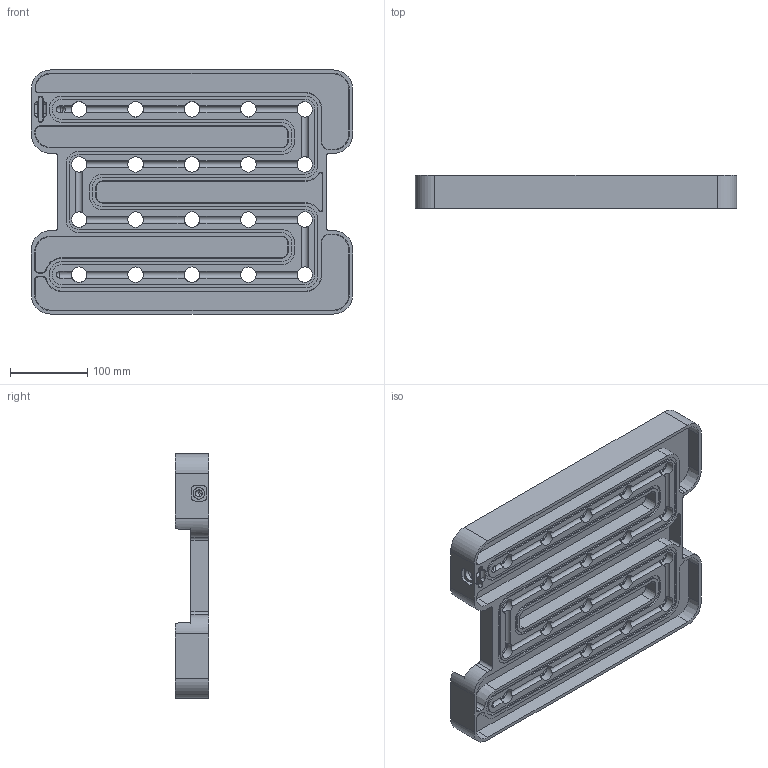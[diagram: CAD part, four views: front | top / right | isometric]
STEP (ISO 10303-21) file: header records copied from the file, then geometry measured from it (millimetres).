
FILE_DESCRIPTION (( 'STEP AP203' ), '1' );
FILE_NAME ('Basisteil_16052013_Guss.STEP', '2013-05-16T18:35:07', ( '' ), ( '' ), 'SwSTEP 2.0', 'SolidWorks 2012', '' );
FILE_SCHEMA (( 'CONFIG_CONTROL_DESIGN' ));
Length unit declared in the file: millimetre
Products named in the file (1): Basisteil_16052013_Guss
Bounding box: 416 x 43 x 316 mm (x, y, z)
Volume: 1307197.5 mm3; surface area: 522908.7 mm2
Topology: 1 solids, 1 shells, 978 faces, 2731 edges, 1804 vertices
Faces by surface type: plane 554, cone 217, cylinder 192, bspline 9, sphere 5, torus 1
Full cylindrical faces by diameter (mm): 9 x2, 15 x2, 20 x20, 32 x20
Entity records: 33639 total; most frequent: CARTESIAN_POINT 9221, ORIENTED_EDGE 5218, DIRECTION 4798, EDGE_CURVE 2609, VERTEX_POINT 1760, AXIS2_PLACEMENT_3D 1601, VECTOR 1596, LINE 1596
